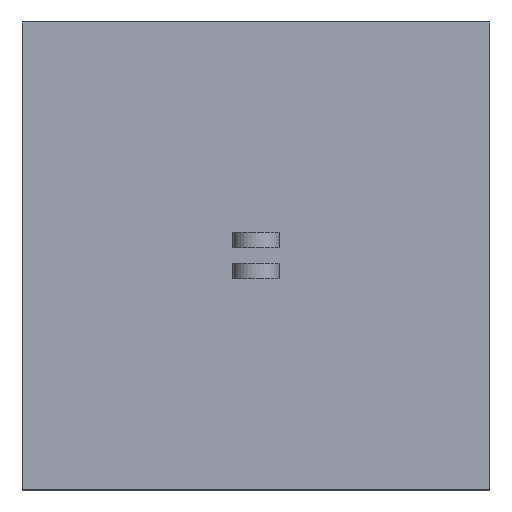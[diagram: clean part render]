
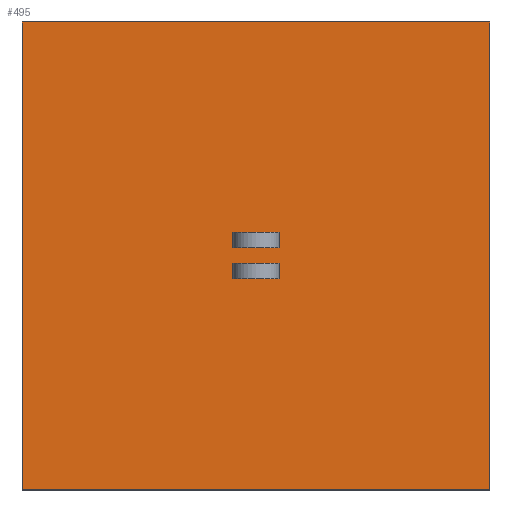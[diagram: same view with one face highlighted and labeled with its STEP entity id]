
A CAD part, top view. The second image highlights one B-rep face of the part: STEP entity #495.
In plain terms, the highlighted planar face has unit normal (0, 0, 1).
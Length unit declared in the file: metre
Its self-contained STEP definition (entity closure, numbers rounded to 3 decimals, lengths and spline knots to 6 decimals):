
#22=FACE_BOUND('',#114,.T.);
#23=FACE_BOUND('',#115,.T.);
#46=PLANE('',#555);
#76=FACE_OUTER_BOUND('',#113,.T.);
#113=EDGE_LOOP('',(#447,#448,#449,#450));
#114=EDGE_LOOP('',(#451,#452,#453,#454));
#115=EDGE_LOOP('',(#455,#456,#457,#458));
#133=LINE('',#750,#182);
#140=LINE('',#769,#189);
#146=LINE('',#784,#195);
#147=LINE('',#786,#196);
#148=LINE('',#788,#197);
#151=LINE('',#800,#200);
#157=LINE('',#815,#206);
#158=LINE('',#817,#207);
#159=LINE('',#819,#208);
#160=LINE('',#822,#209);
#162=LINE('',#826,#211);
#164=LINE('',#829,#213);
#182=VECTOR('',#613,0.01);
#189=VECTOR('',#630,0.01);
#195=VECTOR('',#644,0.01);
#196=VECTOR('',#647,0.01);
#197=VECTOR('',#650,0.01);
#200=VECTOR('',#661,0.01);
#206=VECTOR('',#675,0.01);
#207=VECTOR('',#678,0.01);
#208=VECTOR('',#681,0.01);
#209=VECTOR('',#684,0.01);
#211=VECTOR('',#688,0.01);
#213=VECTOR('',#692,0.01);
#244=VERTEX_POINT('',#747);
#245=VERTEX_POINT('',#749);
#251=VERTEX_POINT('',#766);
#252=VERTEX_POINT('',#768);
#256=VERTEX_POINT('',#780);
#257=VERTEX_POINT('',#782);
#260=VERTEX_POINT('',#796);
#262=VERTEX_POINT('',#799);
#266=VERTEX_POINT('',#811);
#267=VERTEX_POINT('',#813);
#268=VERTEX_POINT('',#821);
#269=VERTEX_POINT('',#825);
#293=EDGE_CURVE('',#245,#244,#133,.T.);
#302=EDGE_CURVE('',#252,#251,#140,.T.);
#310=EDGE_CURVE('',#256,#257,#146,.T.);
#311=EDGE_CURVE('',#251,#256,#147,.T.);
#312=EDGE_CURVE('',#257,#252,#148,.T.);
#317=EDGE_CURVE('',#262,#260,#151,.T.);
#325=EDGE_CURVE('',#266,#267,#157,.T.);
#326=EDGE_CURVE('',#267,#262,#158,.T.);
#327=EDGE_CURVE('',#260,#266,#159,.T.);
#328=EDGE_CURVE('',#268,#245,#160,.T.);
#330=EDGE_CURVE('',#269,#268,#162,.T.);
#332=EDGE_CURVE('',#244,#269,#164,.T.);
#447=ORIENTED_EDGE('',*,*,#293,.T.);
#448=ORIENTED_EDGE('',*,*,#332,.T.);
#449=ORIENTED_EDGE('',*,*,#330,.T.);
#450=ORIENTED_EDGE('',*,*,#328,.T.);
#451=ORIENTED_EDGE('',*,*,#310,.T.);
#452=ORIENTED_EDGE('',*,*,#312,.T.);
#453=ORIENTED_EDGE('',*,*,#302,.T.);
#454=ORIENTED_EDGE('',*,*,#311,.T.);
#455=ORIENTED_EDGE('',*,*,#325,.T.);
#456=ORIENTED_EDGE('',*,*,#326,.T.);
#457=ORIENTED_EDGE('',*,*,#317,.T.);
#458=ORIENTED_EDGE('',*,*,#327,.T.);
#495=ADVANCED_FACE('',(#76,#22,#23),#46,.T.);
#555=AXIS2_PLACEMENT_3D('',#830,#693,#694);
#613=DIRECTION('',(0.,1.,0.));
#630=DIRECTION('',(0.,-1.,0.));
#644=DIRECTION('',(0.,1.,0.));
#647=DIRECTION('',(-1.,0.,0.));
#650=DIRECTION('',(1.,0.,0.));
#661=DIRECTION('',(0.,1.,0.));
#675=DIRECTION('',(0.,-1.,0.));
#678=DIRECTION('',(-1.,0.,0.));
#681=DIRECTION('',(1.,0.,0.));
#684=DIRECTION('',(1.,0.,0.));
#688=DIRECTION('',(0.,-1.,0.));
#692=DIRECTION('',(-1.,0.,0.));
#693=DIRECTION('center_axis',(0.,0.,1.));
#694=DIRECTION('ref_axis',(1.,0.,0.));
#747=CARTESIAN_POINT('',(0.149964,0.150036,0.149784));
#749=CARTESIAN_POINT('',(0.149964,-0.149964,0.149784));
#750=CARTESIAN_POINT('',(0.149964,-0.149964,0.149784));
#766=CARTESIAN_POINT('',(0.014964,0.005036,0.149784));
#768=CARTESIAN_POINT('',(0.014964,0.015036,0.149784));
#769=CARTESIAN_POINT('',(0.014964,0.002536,0.149784));
#780=CARTESIAN_POINT('',(-0.015036,0.005036,0.149784));
#782=CARTESIAN_POINT('',(-0.015036,0.015036,0.149784));
#784=CARTESIAN_POINT('',(-0.015036,0.002536,0.149784));
#786=CARTESIAN_POINT('',(-0.000036,0.005036,0.149784));
#788=CARTESIAN_POINT('',(-0.000036,0.015036,0.149784));
#796=CARTESIAN_POINT('',(-0.015036,-0.004964,0.149784));
#799=CARTESIAN_POINT('',(-0.015036,-0.014964,0.149784));
#800=CARTESIAN_POINT('',(-0.015036,-0.002464,0.149784));
#811=CARTESIAN_POINT('',(0.014964,-0.004964,0.149784));
#813=CARTESIAN_POINT('',(0.014964,-0.014964,0.149784));
#815=CARTESIAN_POINT('',(0.014964,-0.002464,0.149784));
#817=CARTESIAN_POINT('',(-0.000036,-0.014964,0.149784));
#819=CARTESIAN_POINT('',(-0.000036,-0.004964,0.149784));
#821=CARTESIAN_POINT('',(-0.150036,-0.149964,0.149784));
#822=CARTESIAN_POINT('',(-0.150036,-0.149964,0.149784));
#825=CARTESIAN_POINT('',(-0.150036,0.150036,0.149784));
#826=CARTESIAN_POINT('',(-0.150036,0.150036,0.149784));
#829=CARTESIAN_POINT('',(0.149964,0.150036,0.149784));
#830=CARTESIAN_POINT('Origin',(-0.000036,0.000036,
0.149784));
